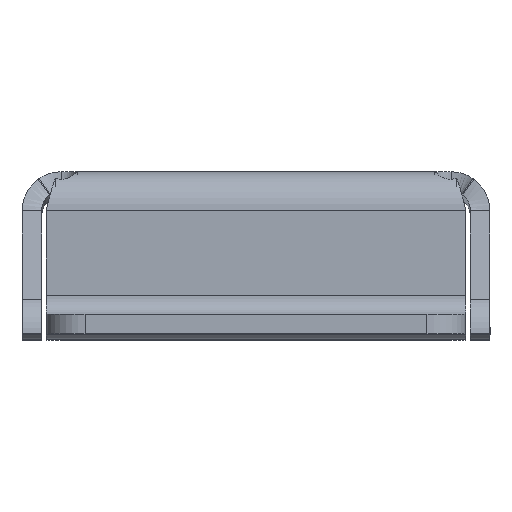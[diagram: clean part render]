
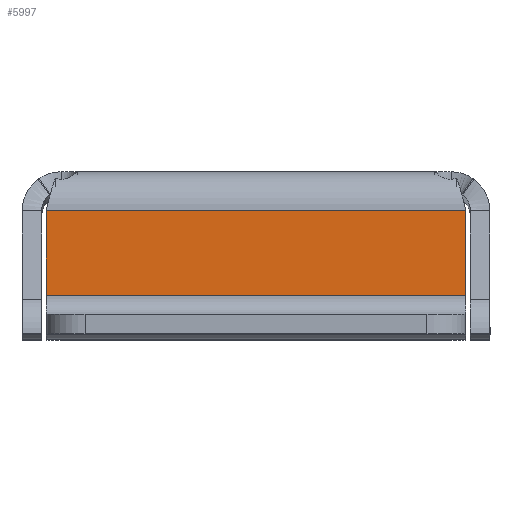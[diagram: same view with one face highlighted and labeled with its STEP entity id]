
A CAD part, top view. The second image highlights one B-rep face of the part: STEP entity #5997.
In plain terms, the highlighted planar face has unit normal (0, 0, 1).
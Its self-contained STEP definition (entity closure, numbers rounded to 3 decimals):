
#157 = ORIENTED_EDGE ( 'NONE', *, *, #5917, .T. ) ;
#326 = VERTEX_POINT ( 'NONE', #5786 ) ;
#531 = VERTEX_POINT ( 'NONE', #1917 ) ;
#558 = DIRECTION ( 'NONE',  ( 0., 1., 0. ) ) ;
#668 = VECTOR ( 'NONE', #6954, 1000. ) ;
#676 = EDGE_CURVE ( 'NONE', #531, #2275, #1205, .T. ) ;
#702 = VECTOR ( 'NONE', #4300, 1000. ) ;
#791 = PLANE ( 'NONE',  #2523 ) ;
#802 = EDGE_CURVE ( 'NONE', #10957, #2275, #3416, .T. ) ;
#1205 = LINE ( 'NONE', #1326, #2376 ) ;
#1326 = CARTESIAN_POINT ( 'NONE',  ( 0., -6., 248.5 ) ) ;
#1610 = FACE_OUTER_BOUND ( 'NONE', #2686, .T. ) ;
#1917 = CARTESIAN_POINT ( 'NONE',  ( 32.293, -6., 248.5 ) ) ;
#2275 = VERTEX_POINT ( 'NONE', #7099 ) ;
#2376 = VECTOR ( 'NONE', #11166, 1000. ) ;
#2523 = AXIS2_PLACEMENT_3D ( 'NONE', #10637, #2596, #6187 ) ;
#2596 = DIRECTION ( 'NONE',  ( 0., 0., 1. ) ) ;
#2686 = EDGE_LOOP ( 'NONE', ( #7541, #4511, #157, #9682 ) ) ;
#3416 = LINE ( 'NONE', #11282, #702 ) ;
#4300 = DIRECTION ( 'NONE',  ( 0., 1., 0. ) ) ;
#4511 = ORIENTED_EDGE ( 'NONE', *, *, #6687, .F. ) ;
#4892 = LINE ( 'NONE', #10238, #6280 ) ;
#5786 = CARTESIAN_POINT ( 'NONE',  ( 32.293, -19., 248.5 ) ) ;
#5917 = EDGE_CURVE ( 'NONE', #326, #531, #4892, .T. ) ;
#5997 = ADVANCED_FACE ( 'NONE', ( #1610 ), #791, .T. ) ;
#6187 = DIRECTION ( 'NONE',  ( 0., -1., 0. ) ) ;
#6280 = VECTOR ( 'NONE', #558, 1000. ) ;
#6687 = EDGE_CURVE ( 'NONE', #326, #10957, #11346, .T. ) ;
#6954 = DIRECTION ( 'NONE',  ( -1., 0., 0. ) ) ;
#7099 = CARTESIAN_POINT ( 'NONE',  ( -32.293, -6., 248.5 ) ) ;
#7541 = ORIENTED_EDGE ( 'NONE', *, *, #802, .F. ) ;
#8601 = CARTESIAN_POINT ( 'NONE',  ( 32.293, -19., 248.5 ) ) ;
#9682 = ORIENTED_EDGE ( 'NONE', *, *, #676, .T. ) ;
#10238 = CARTESIAN_POINT ( 'NONE',  ( 32.293, 0., 248.5 ) ) ;
#10437 = CARTESIAN_POINT ( 'NONE',  ( -32.293, -19., 248.5 ) ) ;
#10637 = CARTESIAN_POINT ( 'NONE',  ( 0., 0., 248.5 ) ) ;
#10957 = VERTEX_POINT ( 'NONE', #10437 ) ;
#11166 = DIRECTION ( 'NONE',  ( -1., 0., 0. ) ) ;
#11282 = CARTESIAN_POINT ( 'NONE',  ( -32.293, -3., 248.5 ) ) ;
#11346 = LINE ( 'NONE', #8601, #668 ) ;
